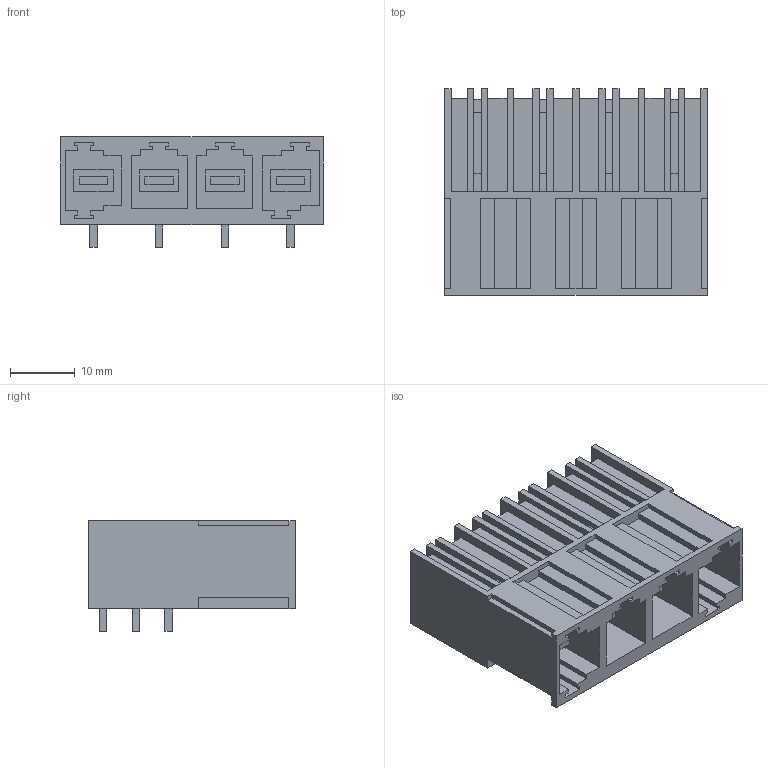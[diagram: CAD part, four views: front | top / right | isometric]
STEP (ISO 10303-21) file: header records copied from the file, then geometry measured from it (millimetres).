
FILE_DESCRIPTION(('CATIA V5 STEP Exchange','CAx-IF Rec.Pracs.--- Model Styling and Organization---1.2---2011-12-15'),'2;1');
FILE_NAME ('D1456654_0_1813350000_1813350000.stp','2018-03-07T12:07:18+00:00',('none'),('Weidmueller'),'CATIA Version 5-6 Release 2014','CATIA V5 STEP AP214','none');
FILE_SCHEMA(('AUTOMOTIVE_DESIGN { 1 0 10303 214 1 1 1 1 }'));
Length unit declared in the file: millimetre
Products named in the file (1): 1813350000
Bounding box: 40.64 x 32 x 17.1 mm (x, y, z)
Volume: 9757.4 mm3; surface area: 12501.7 mm2
Topology: 5 solids, 5 shells, 457 faces, 1372 edges, 934 vertices
Faces by surface type: plane 445, cylinder 12
Entity records: 14862 total; most frequent: ORIENTED_EDGE 2744, CARTESIAN_POINT 2692, DIRECTION 1959, EDGE_CURVE 1372, VECTOR 1336, LINE 1336, VERTEX_POINT 934, EDGE_LOOP 480
